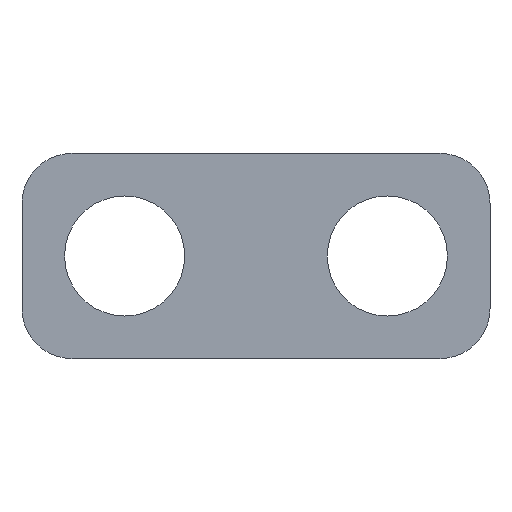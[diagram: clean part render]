
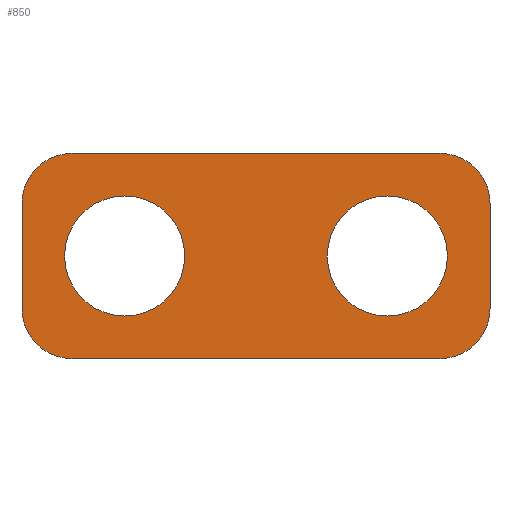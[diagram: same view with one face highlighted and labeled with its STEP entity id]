
A CAD part, left-side view. The second image highlights one B-rep face of the part: STEP entity #850.
In plain terms, the highlighted planar face has unit normal (-1, 0, 0).
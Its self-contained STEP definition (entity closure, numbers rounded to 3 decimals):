
#2 = EDGE_CURVE ( 'NONE', #591, #542, #85, .T. ) ;
#15 = EDGE_LOOP ( 'NONE', ( #496, #692 ) ) ;
#28 = ORIENTED_EDGE ( 'NONE', *, *, #509, .F. ) ;
#42 = VERTEX_POINT ( 'NONE', #144 ) ;
#43 = CARTESIAN_POINT ( 'NONE',  ( -72.029, 121.192, -3.757 ) ) ;
#48 = AXIS2_PLACEMENT_3D ( 'NONE', #937, #172, #478 ) ;
#50 = ORIENTED_EDGE ( 'NONE', *, *, #70, .F. ) ;
#63 = CIRCLE ( 'NONE', #953, 2. ) ;
#68 = CARTESIAN_POINT ( 'NONE',  ( -72.029, 137.892, 3.671 ) ) ;
#70 = EDGE_CURVE ( 'NONE', #542, #241, #79, .T. ) ;
#73 = DIRECTION ( 'NONE',  ( 0., 0.707, -0.707 ) ) ;
#79 = CIRCLE ( 'NONE', #838, 2. ) ;
#81 = CARTESIAN_POINT ( 'NONE',  ( -72.029, 135.892, -3.757 ) ) ;
#84 = CARTESIAN_POINT ( 'NONE',  ( -72.029, 117.797, -5.757 ) ) ;
#85 = LINE ( 'NONE', #613, #549 ) ;
#91 = ORIENTED_EDGE ( 'NONE', *, *, #595, .F. ) ;
#92 = CARTESIAN_POINT ( 'NONE',  ( -72.029, 123.292, -1.657 ) ) ;
#93 = DIRECTION ( 'NONE',  ( 0., 0., -1. ) ) ;
#111 = DIRECTION ( 'NONE',  ( 1., 0., 0. ) ) ;
#112 = DIRECTION ( 'NONE',  ( 1., 0., 0. ) ) ;
#119 = PLANE ( 'NONE',  #294 ) ;
#121 = FACE_BOUND ( 'NONE', #15, .T. ) ;
#130 = CARTESIAN_POINT ( 'NONE',  ( -72.029, 133.792, -1.657 ) ) ;
#133 = CARTESIAN_POINT ( 'NONE',  ( -72.029, 135.892, -3.757 ) ) ;
#144 = CARTESIAN_POINT ( 'NONE',  ( -72.029, 137.892, 0.443 ) ) ;
#146 = DIRECTION ( 'NONE',  ( 0., 0., -1. ) ) ;
#152 = EDGE_CURVE ( 'NONE', #634, #976, #339, .T. ) ;
#160 = ORIENTED_EDGE ( 'NONE', *, *, #942, .F. ) ;
#172 = DIRECTION ( 'NONE',  ( -1., 0., 0. ) ) ;
#180 = VECTOR ( 'NONE', #146, 1000. ) ;
#187 = DIRECTION ( 'NONE',  ( -1., 0., 0. ) ) ;
#200 = DIRECTION ( 'NONE',  ( 0., 0.707, -0.707 ) ) ;
#213 = CIRCLE ( 'NONE', #346, 2. ) ;
#216 = CARTESIAN_POINT ( 'NONE',  ( -72.029, 120.892, -1.657 ) ) ;
#226 = EDGE_CURVE ( 'NONE', #42, #466, #233, .T. ) ;
#233 = LINE ( 'NONE', #68, #180 ) ;
#241 = VERTEX_POINT ( 'NONE', #302 ) ;
#243 = CARTESIAN_POINT ( 'NONE',  ( -72.029, 121.192, -3.757 ) ) ;
#246 = VECTOR ( 'NONE', #435, 1000. ) ;
#252 = DIRECTION ( 'NONE',  ( 1., 0., 0. ) ) ;
#256 = CARTESIAN_POINT ( 'NONE',  ( -72.029, 138.784, 2.443 ) ) ;
#263 = DIRECTION ( 'NONE',  ( 1., 0., 0. ) ) ;
#267 = VERTEX_POINT ( 'NONE', #844 ) ;
#271 = ORIENTED_EDGE ( 'NONE', *, *, #711, .F. ) ;
#274 = VERTEX_POINT ( 'NONE', #292 ) ;
#279 = AXIS2_PLACEMENT_3D ( 'NONE', #43, #252, #869 ) ;
#284 = ORIENTED_EDGE ( 'NONE', *, *, #152, .F. ) ;
#292 = CARTESIAN_POINT ( 'NONE',  ( -72.029, 125.692, -1.657 ) ) ;
#294 = AXIS2_PLACEMENT_3D ( 'NONE', #655, #187, #883 ) ;
#297 = CIRCLE ( 'NONE', #505, 2. ) ;
#302 = CARTESIAN_POINT ( 'NONE',  ( -72.029, 119.778, -5.171 ) ) ;
#305 = EDGE_LOOP ( 'NONE', ( #271, #417 ) ) ;
#309 = ORIENTED_EDGE ( 'NONE', *, *, #226, .T. ) ;
#315 = VERTEX_POINT ( 'NONE', #834 ) ;
#319 = EDGE_LOOP ( 'NONE', ( #28, #309, #91, #642, #810, #567, #50, #675, #160, #458, #284, #619 ) ) ;
#329 = CIRCLE ( 'NONE', #486, 2.4 ) ;
#334 = DIRECTION ( 'NONE',  ( 0., 0.707, 0.707 ) ) ;
#339 = LINE ( 'NONE', #256, #785 ) ;
#340 = DIRECTION ( 'NONE',  ( 0., -0.707, 0.707 ) ) ;
#346 = AXIS2_PLACEMENT_3D ( 'NONE', #797, #497, #334 ) ;
#367 = DIRECTION ( 'NONE',  ( 1., 0., 0. ) ) ;
#374 = DIRECTION ( 'NONE',  ( 0., -1., 0. ) ) ;
#385 = CARTESIAN_POINT ( 'NONE',  ( -72.029, 123.292, -1.657 ) ) ;
#417 = ORIENTED_EDGE ( 'NONE', *, *, #699, .F. ) ;
#418 = FACE_OUTER_BOUND ( 'NONE', #319, .T. ) ;
#421 = AXIS2_PLACEMENT_3D ( 'NONE', #385, #763, #624 ) ;
#422 = DIRECTION ( 'NONE',  ( 0., 0.707, 0.707 ) ) ;
#424 = VERTEX_POINT ( 'NONE', #795 ) ;
#431 = VERTEX_POINT ( 'NONE', #578 ) ;
#432 = CARTESIAN_POINT ( 'NONE',  ( -72.029, 121.192, 2.443 ) ) ;
#435 = DIRECTION ( 'NONE',  ( 0., 1., 0. ) ) ;
#452 = DIRECTION ( 'NONE',  ( 0., -1., 0. ) ) ;
#457 = LINE ( 'NONE', #84, #246 ) ;
#458 = ORIENTED_EDGE ( 'NONE', *, *, #930, .F. ) ;
#466 = VERTEX_POINT ( 'NONE', #720 ) ;
#478 = DIRECTION ( 'NONE',  ( 0., -1., 0. ) ) ;
#485 = CARTESIAN_POINT ( 'NONE',  ( -72.029, 121.192, 0.443 ) ) ;
#486 = AXIS2_PLACEMENT_3D ( 'NONE', #130, #914, #452 ) ;
#496 = ORIENTED_EDGE ( 'NONE', *, *, #819, .F. ) ;
#497 = DIRECTION ( 'NONE',  ( 1., 0., 0. ) ) ;
#499 = CARTESIAN_POINT ( 'NONE',  ( -72.029, 135.892, 0.443 ) ) ;
#502 = AXIS2_PLACEMENT_3D ( 'NONE', #499, #801, #422 ) ;
#505 = AXIS2_PLACEMENT_3D ( 'NONE', #485, #112, #340 ) ;
#509 = EDGE_CURVE ( 'NONE', #42, #737, #891, .T. ) ;
#520 = CIRCLE ( 'NONE', #791, 2.4 ) ;
#523 = VERTEX_POINT ( 'NONE', #216 ) ;
#542 = VERTEX_POINT ( 'NONE', #982 ) ;
#549 = VECTOR ( 'NONE', #93, 1000. ) ;
#554 = EDGE_CURVE ( 'NONE', #832, #841, #329, .T. ) ;
#567 = ORIENTED_EDGE ( 'NONE', *, *, #902, .F. ) ;
#568 = EDGE_CURVE ( 'NONE', #431, #315, #955, .T. ) ;
#571 = CARTESIAN_POINT ( 'NONE',  ( -72.029, 136.192, -1.657 ) ) ;
#572 = AXIS2_PLACEMENT_3D ( 'NONE', #133, #367, #73 ) ;
#575 = DIRECTION ( 'NONE',  ( 0., -0.707, 0.707 ) ) ;
#578 = CARTESIAN_POINT ( 'NONE',  ( -72.029, 135.892, -5.757 ) ) ;
#591 = VERTEX_POINT ( 'NONE', #754 ) ;
#595 = EDGE_CURVE ( 'NONE', #315, #466, #63, .T. ) ;
#601 = CIRCLE ( 'NONE', #773, 2. ) ;
#613 = CARTESIAN_POINT ( 'NONE',  ( -72.029, 119.192, 3.789 ) ) ;
#619 = ORIENTED_EDGE ( 'NONE', *, *, #815, .F. ) ;
#624 = DIRECTION ( 'NONE',  ( 0., -1., 0. ) ) ;
#634 = VERTEX_POINT ( 'NONE', #674 ) ;
#642 = ORIENTED_EDGE ( 'NONE', *, *, #568, .F. ) ;
#648 = DIRECTION ( 'NONE',  ( 0., -1., 0. ) ) ;
#653 = DIRECTION ( 'NONE',  ( 0., -0.707, -0.707 ) ) ;
#655 = CARTESIAN_POINT ( 'NONE',  ( -72.029, 128.542, -8.471 ) ) ;
#672 = DIRECTION ( 'NONE',  ( 1., 0., 0. ) ) ;
#674 = CARTESIAN_POINT ( 'NONE',  ( -72.029, 135.892, 2.443 ) ) ;
#675 = ORIENTED_EDGE ( 'NONE', *, *, #2, .F. ) ;
#692 = ORIENTED_EDGE ( 'NONE', *, *, #554, .F. ) ;
#699 = EDGE_CURVE ( 'NONE', #274, #523, #520, .T. ) ;
#705 = CARTESIAN_POINT ( 'NONE',  ( -72.029, 131.392, -1.657 ) ) ;
#711 = EDGE_CURVE ( 'NONE', #523, #274, #757, .T. ) ;
#720 = CARTESIAN_POINT ( 'NONE',  ( -72.029, 137.892, -3.757 ) ) ;
#737 = VERTEX_POINT ( 'NONE', #916 ) ;
#740 = EDGE_CURVE ( 'NONE', #424, #431, #457, .T. ) ;
#754 = CARTESIAN_POINT ( 'NONE',  ( -72.029, 119.192, 0.443 ) ) ;
#757 = CIRCLE ( 'NONE', #421, 2.4 ) ;
#763 = DIRECTION ( 'NONE',  ( -1., 0., 0. ) ) ;
#773 = AXIS2_PLACEMENT_3D ( 'NONE', #951, #263, #575 ) ;
#785 = VECTOR ( 'NONE', #648, 1000. ) ;
#791 = AXIS2_PLACEMENT_3D ( 'NONE', #92, #935, #374 ) ;
#795 = CARTESIAN_POINT ( 'NONE',  ( -72.029, 121.192, -5.757 ) ) ;
#797 = CARTESIAN_POINT ( 'NONE',  ( -72.029, 135.892, 0.443 ) ) ;
#801 = DIRECTION ( 'NONE',  ( 1., 0., 0. ) ) ;
#810 = ORIENTED_EDGE ( 'NONE', *, *, #740, .F. ) ;
#815 = EDGE_CURVE ( 'NONE', #737, #634, #213, .T. ) ;
#819 = EDGE_CURVE ( 'NONE', #841, #832, #908, .T. ) ;
#832 = VERTEX_POINT ( 'NONE', #571 ) ;
#834 = CARTESIAN_POINT ( 'NONE',  ( -72.029, 137.306, -5.171 ) ) ;
#838 = AXIS2_PLACEMENT_3D ( 'NONE', #243, #111, #653 ) ;
#841 = VERTEX_POINT ( 'NONE', #705 ) ;
#844 = CARTESIAN_POINT ( 'NONE',  ( -72.029, 119.778, 1.857 ) ) ;
#850 = ADVANCED_FACE ( 'NONE', ( #121, #941, #418 ), #119, .T. ) ;
#869 = DIRECTION ( 'NONE',  ( 0., -0.707, -0.707 ) ) ;
#883 = DIRECTION ( 'NONE',  ( 0., 0., 1. ) ) ;
#891 = CIRCLE ( 'NONE', #502, 2. ) ;
#894 = CIRCLE ( 'NONE', #279, 2. ) ;
#902 = EDGE_CURVE ( 'NONE', #241, #424, #894, .T. ) ;
#908 = CIRCLE ( 'NONE', #48, 2.4 ) ;
#914 = DIRECTION ( 'NONE',  ( -1., 0., 0. ) ) ;
#916 = CARTESIAN_POINT ( 'NONE',  ( -72.029, 137.306, 1.857 ) ) ;
#930 = EDGE_CURVE ( 'NONE', #976, #267, #297, .T. ) ;
#935 = DIRECTION ( 'NONE',  ( -1., 0., 0. ) ) ;
#937 = CARTESIAN_POINT ( 'NONE',  ( -72.029, 133.792, -1.657 ) ) ;
#941 = FACE_BOUND ( 'NONE', #305, .T. ) ;
#942 = EDGE_CURVE ( 'NONE', #267, #591, #601, .T. ) ;
#951 = CARTESIAN_POINT ( 'NONE',  ( -72.029, 121.192, 0.443 ) ) ;
#953 = AXIS2_PLACEMENT_3D ( 'NONE', #81, #672, #200 ) ;
#955 = CIRCLE ( 'NONE', #572, 2. ) ;
#976 = VERTEX_POINT ( 'NONE', #432 ) ;
#982 = CARTESIAN_POINT ( 'NONE',  ( -72.029, 119.192, -3.757 ) ) ;
